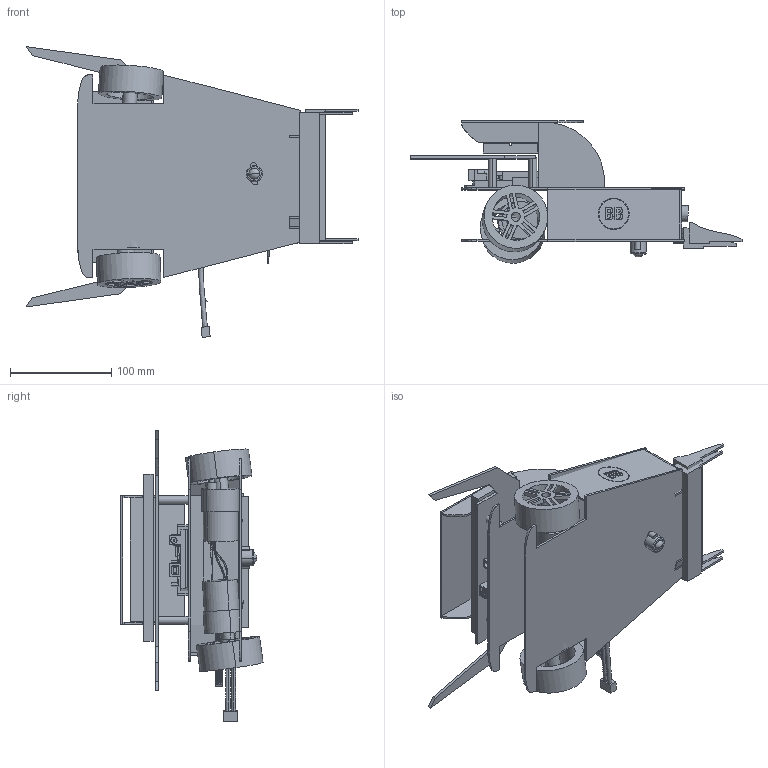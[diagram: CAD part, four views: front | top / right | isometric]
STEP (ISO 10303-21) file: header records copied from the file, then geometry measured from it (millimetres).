
FILE_DESCRIPTION (( 'STEP AP214' ), '1' );
FILE_NAME ('initial assembly.STEP', '2022-04-24T20:01:39', ( '' ), ( '' ), 'SwSTEP 2.0', 'SolidWorks 2021', '' );
FILE_SCHEMA (( 'AUTOMOTIVE_DESIGN' ));
Length unit declared in the file: centimetre
Products named in the file (7): Front; motorcontroler.step; Front_wheel; lowerChassis; initial assembly; Part3; wheel-basic.step
Assembly tree (8 placements, depth 2):
  initial assembly
    lowerChassis
    Part3  x2
    Front_wheel
    motorcontroler.step
    wheel-basic.step  x2
    Front
Bounding box: 327.95 x 140.5 x 287.12 mm (x, y, z)
Volume: 803215.4 mm3; surface area: 448645.7 mm2
Topology: 34 solids, 34 shells, 1233 faces, 3043 edges, 1991 vertices
Faces by surface type: plane 1015, cylinder 162, bspline 50, torus 4, sphere 2
Entity records: 38306 total; most frequent: CARTESIAN_POINT 10265, ORIENTED_EDGE 5708, DIRECTION 5276, EDGE_CURVE 2854, VECTOR 2376, LINE 2376, VERTEX_POINT 1865, AXIS2_PLACEMENT_3D 1450
